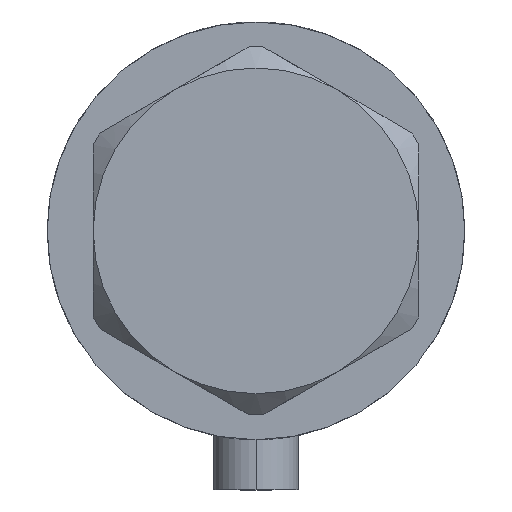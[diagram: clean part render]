
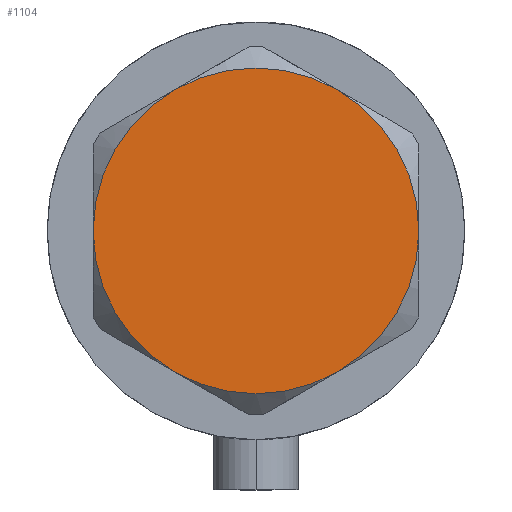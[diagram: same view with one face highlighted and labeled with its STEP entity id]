
A CAD part, left-side view. The second image highlights one B-rep face of the part: STEP entity #1104.
In plain terms, the highlighted face is planar.
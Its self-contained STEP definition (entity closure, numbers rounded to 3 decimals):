
#149 = DIRECTION ( 'NONE',  ( 1., 0., 0. ) ) ;
#168 = CARTESIAN_POINT ( 'NONE',  ( -23., 0., 13. ) ) ;
#274 = AXIS2_PLACEMENT_3D ( 'NONE', #1689, #3508, #2084 ) ;
#452 = EDGE_LOOP ( 'NONE', ( #2864, #4184, #1001, #4405, #4159, #968 ) ) ;
#621 = CARTESIAN_POINT ( 'NONE',  ( -11.5, 19.919, 13. ) ) ;
#648 = CARTESIAN_POINT ( 'NONE',  ( 0., 0., 13. ) ) ;
#650 = AXIS2_PLACEMENT_3D ( 'NONE', #3964, #3939, #1782 ) ;
#659 = AXIS2_PLACEMENT_3D ( 'NONE', #3839, #3937, #2103 ) ;
#968 = ORIENTED_EDGE ( 'NONE', *, *, #3416, .T. ) ;
#996 = EDGE_CURVE ( 'NONE', #4281, #1590, #3108, .T. ) ;
#1001 = ORIENTED_EDGE ( 'NONE', *, *, #4637, .T. ) ;
#1104 = ADVANCED_FACE ( 'NONE', ( #1424 ), #4443, .T. ) ;
#1177 = CARTESIAN_POINT ( 'NONE',  ( -11.5, -19.919, 13. ) ) ;
#1295 = CARTESIAN_POINT ( 'NONE',  ( 23., 0., 13. ) ) ;
#1327 = CIRCLE ( 'NONE', #2720, 23. ) ;
#1354 = VERTEX_POINT ( 'NONE', #1295 ) ;
#1424 = FACE_OUTER_BOUND ( 'NONE', #452, .T. ) ;
#1590 = VERTEX_POINT ( 'NONE', #168 ) ;
#1666 = CARTESIAN_POINT ( 'NONE',  ( 0., 0., 13. ) ) ;
#1689 = CARTESIAN_POINT ( 'NONE',  ( 0., 0., 13. ) ) ;
#1782 = DIRECTION ( 'NONE',  ( 1., 0., 0. ) ) ;
#2006 = EDGE_CURVE ( 'NONE', #1354, #4049, #4571, .T. ) ;
#2084 = DIRECTION ( 'NONE',  ( 1., 0., 0. ) ) ;
#2103 = DIRECTION ( 'NONE',  ( 1., 0., 0. ) ) ;
#2186 = DIRECTION ( 'NONE',  ( 1., 0., 0. ) ) ;
#2259 = EDGE_CURVE ( 'NONE', #1590, #3776, #1327, .T. ) ;
#2613 = DIRECTION ( 'NONE',  ( 0., 0., 1. ) ) ;
#2720 = AXIS2_PLACEMENT_3D ( 'NONE', #1666, #4137, #2820 ) ;
#2820 = DIRECTION ( 'NONE',  ( 1., 0., 0. ) ) ;
#2864 = ORIENTED_EDGE ( 'NONE', *, *, #4280, .T. ) ;
#2892 = CARTESIAN_POINT ( 'NONE',  ( 0., 0., 13. ) ) ;
#2915 = CIRCLE ( 'NONE', #659, 23. ) ;
#3108 = CIRCLE ( 'NONE', #3796, 23. ) ;
#3233 = DIRECTION ( 'NONE',  ( 0., 0., 1. ) ) ;
#3304 = CIRCLE ( 'NONE', #274, 23. ) ;
#3414 = AXIS2_PLACEMENT_3D ( 'NONE', #2892, #2613, #2186 ) ;
#3416 = EDGE_CURVE ( 'NONE', #3776, #3501, #4126, .T. ) ;
#3501 = VERTEX_POINT ( 'NONE', #3581 ) ;
#3508 = DIRECTION ( 'NONE',  ( 0., 0., 1. ) ) ;
#3581 = CARTESIAN_POINT ( 'NONE',  ( 11.5, -19.919, 13. ) ) ;
#3776 = VERTEX_POINT ( 'NONE', #1177 ) ;
#3796 = AXIS2_PLACEMENT_3D ( 'NONE', #648, #3233, #4672 ) ;
#3839 = CARTESIAN_POINT ( 'NONE',  ( 0., 0., 13. ) ) ;
#3879 = AXIS2_PLACEMENT_3D ( 'NONE', #4580, #4194, #149 ) ;
#3937 = DIRECTION ( 'NONE',  ( 0., 0., 1. ) ) ;
#3939 = DIRECTION ( 'NONE',  ( 0., 0., 1. ) ) ;
#3964 = CARTESIAN_POINT ( 'NONE',  ( 0., 0., 13. ) ) ;
#4049 = VERTEX_POINT ( 'NONE', #4566 ) ;
#4126 = CIRCLE ( 'NONE', #650, 23. ) ;
#4137 = DIRECTION ( 'NONE',  ( 0., 0., 1. ) ) ;
#4159 = ORIENTED_EDGE ( 'NONE', *, *, #2259, .T. ) ;
#4184 = ORIENTED_EDGE ( 'NONE', *, *, #2006, .T. ) ;
#4194 = DIRECTION ( 'NONE',  ( 0., 0., 1. ) ) ;
#4280 = EDGE_CURVE ( 'NONE', #3501, #1354, #3304, .T. ) ;
#4281 = VERTEX_POINT ( 'NONE', #621 ) ;
#4405 = ORIENTED_EDGE ( 'NONE', *, *, #996, .T. ) ;
#4443 = PLANE ( 'NONE',  #3414 ) ;
#4566 = CARTESIAN_POINT ( 'NONE',  ( 11.5, 19.919, 13. ) ) ;
#4571 = CIRCLE ( 'NONE', #3879, 23. ) ;
#4580 = CARTESIAN_POINT ( 'NONE',  ( 0., 0., 13. ) ) ;
#4637 = EDGE_CURVE ( 'NONE', #4049, #4281, #2915, .T. ) ;
#4672 = DIRECTION ( 'NONE',  ( 1., 0., 0. ) ) ;
